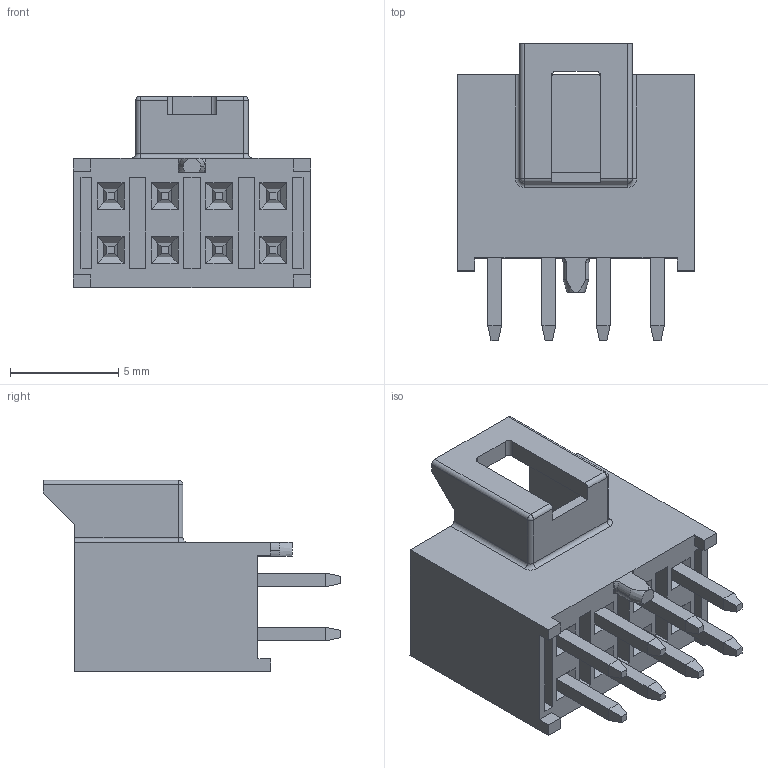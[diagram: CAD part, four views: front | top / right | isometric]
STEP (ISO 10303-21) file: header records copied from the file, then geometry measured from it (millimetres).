
FILE_DESCRIPTION (( 'STEP AP214' ), '1' );
FILE_NAME ('5551s-08t-bk_asm.STEP', '2020-12-04T06:52:18', ( 'Jamie' ), ( '' ), 'SwSTEP 2.0', 'SolidWorks 2018', '' );
FILE_SCHEMA (( 'AUTOMOTIVE_DESIGN' ));
Length unit declared in the file: millimetre
Products named in the file (1): 5551s-08t-bk_asm
Bounding box: 10.95 x 13.74 x 8.84 mm (x, y, z)
Volume: 341.8 mm3; surface area: 1324 mm2
Topology: 10 solids, 10 shells, 322 faces, 777 edges, 481 vertices
Faces by surface type: plane 297, cylinder 14, torus 6, cone 3, sphere 2
Entity records: 12762 total; most frequent: CARTESIAN_POINT 1731, ORIENTED_EDGE 1550, DIRECTION 1441, EDGE_CURVE 775, LINE 723, VECTOR 723, VERTEX_POINT 481, AXIS2_PLACEMENT_3D 359
